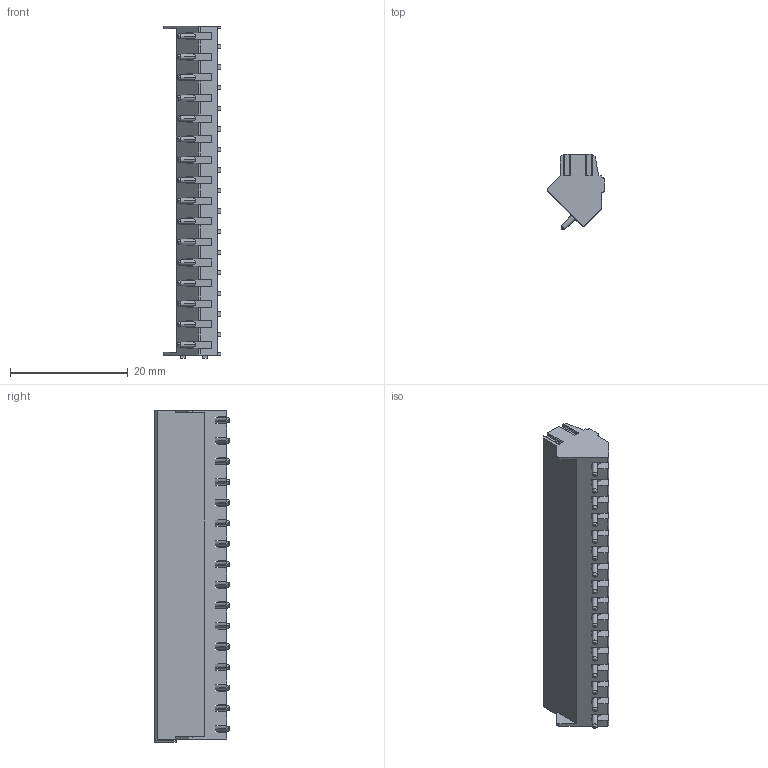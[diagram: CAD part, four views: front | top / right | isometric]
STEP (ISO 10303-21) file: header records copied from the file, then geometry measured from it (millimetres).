
FILE_DESCRIPTION((''),'2;1');
FILE_NAME('PRT0050','2024-10-18T',('yanfa'),(''),'PRO/ENGINEER BY PARAMETRIC TECHNOLOGY CORPORATION, 2009280','PRO/ENGINEER BY PARAMETRIC TECHNOLOGY CORPORATION, 2009280','');
FILE_SCHEMA(('AUTOMOTIVE_DESIGN_CC2 { 1 2 10303 214 -1 1 5 2 }'));
Length unit declared in the file: millimetre
Products named in the file (1): PRT0050
Bounding box: 9.81 x 12.83 x 56.5 mm (x, y, z)
Volume: 3233 mm3; surface area: 4126.6 mm2
Topology: 1 solids, 1 shells, 1172 faces, 3206 edges, 2084 vertices
Faces by surface type: plane 787, cylinder 257, cone 96, torus 32
Entity records: 37300 total; most frequent: CARTESIAN_POINT 7298, ORIENTED_EDGE 6412, DIRECTION 6064, EDGE_CURVE 3206, VECTOR 2372, LINE 2372, VERTEX_POINT 2084, AXIS2_PLACEMENT_3D 1846
